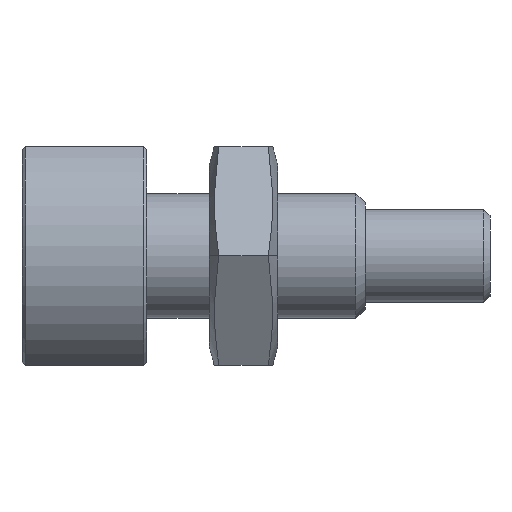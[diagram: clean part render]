
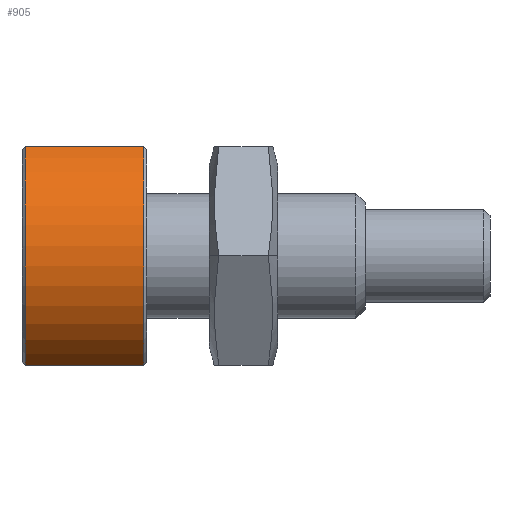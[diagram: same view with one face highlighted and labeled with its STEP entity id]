
A CAD part, top view. The second image highlights one B-rep face of the part: STEP entity #905.
In plain terms, the highlighted cylindrical face has radius 4 mm (diameter 8 mm), a partial arc.
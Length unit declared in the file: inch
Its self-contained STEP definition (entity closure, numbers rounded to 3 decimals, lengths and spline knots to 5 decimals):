
#85 = CYLINDRICAL_SURFACE ( 'NONE', #1499, 0.15748 ) ;
#96 = FACE_OUTER_BOUND ( 'NONE', #909, .T. ) ;
#202 = DIRECTION ( 'NONE',  ( 0., -1., 0. ) ) ;
#204 = CARTESIAN_POINT ( 'NONE',  ( 0.00394, -0.1378, 0.07624 ) ) ;
#207 = DIRECTION ( 'NONE',  ( 1., 0., 0. ) ) ;
#213 = CARTESIAN_POINT ( 'NONE',  ( 0.00394, 0., 0. ) ) ;
#237 = CIRCLE ( 'NONE', #1411, 0.15748 ) ;
#242 = CIRCLE ( 'NONE', #1243, 0.15748 ) ;
#261 = DIRECTION ( 'NONE',  ( 0., 1., 0. ) ) ;
#274 = DIRECTION ( 'NONE',  ( -1., 0., 0. ) ) ;
#277 = CARTESIAN_POINT ( 'NONE',  ( 0.15354, 0., 0. ) ) ;
#333 = DIRECTION ( 'NONE',  ( -1., 0., 0. ) ) ;
#342 = CARTESIAN_POINT ( 'NONE',  ( 0.00394, 0.1378, 0.07624 ) ) ;
#361 = LINE ( 'NONE', #369, #367 ) ;
#367 = VECTOR ( 'NONE', #333, 39.37008 ) ;
#369 = CARTESIAN_POINT ( 'NONE',  ( 0.59055, -0.1378, 0.07624 ) ) ;
#384 = VECTOR ( 'NONE', #567, 39.37008 ) ;
#393 = LINE ( 'NONE', #581, #384 ) ;
#567 = DIRECTION ( 'NONE',  ( -1., 0., 0. ) ) ;
#581 = CARTESIAN_POINT ( 'NONE',  ( 0.59055, 0.1378, 0.07624 ) ) ;
#584 = EDGE_CURVE ( 'NONE', #1318, #1403, #393, .T. ) ;
#663 = EDGE_CURVE ( 'NONE', #859, #1731, #361, .T. ) ;
#698 = EDGE_CURVE ( 'NONE', #859, #1318, #237, .T. ) ;
#722 = EDGE_CURVE ( 'NONE', #1403, #1731, #242, .T. ) ;
#837 = ORIENTED_EDGE ( 'NONE', *, *, #663, .F. ) ;
#840 = ORIENTED_EDGE ( 'NONE', *, *, #698, .T. ) ;
#859 = VERTEX_POINT ( 'NONE', #897 ) ;
#864 = ORIENTED_EDGE ( 'NONE', *, *, #584, .T. ) ;
#880 = ORIENTED_EDGE ( 'NONE', *, *, #722, .T. ) ;
#897 = CARTESIAN_POINT ( 'NONE',  ( 0.15354, -0.1378, 0.07624 ) ) ;
#905 = ADVANCED_FACE ( 'NONE', ( #96 ), #85, .T. ) ;
#909 = EDGE_LOOP ( 'NONE', ( #837, #840, #864, #880 ) ) ;
#1026 = DIRECTION ( 'NONE',  ( 1., 0., 0. ) ) ;
#1051 = CARTESIAN_POINT ( 'NONE',  ( 0.59055, 0., 0. ) ) ;
#1055 = DIRECTION ( 'NONE',  ( 0., -1., 0. ) ) ;
#1243 = AXIS2_PLACEMENT_3D ( 'NONE', #213, #207, #202 ) ;
#1318 = VERTEX_POINT ( 'NONE', #1594 ) ;
#1403 = VERTEX_POINT ( 'NONE', #342 ) ;
#1411 = AXIS2_PLACEMENT_3D ( 'NONE', #277, #274, #261 ) ;
#1499 = AXIS2_PLACEMENT_3D ( 'NONE', #1051, #1026, #1055 ) ;
#1594 = CARTESIAN_POINT ( 'NONE',  ( 0.15354, 0.1378, 0.07624 ) ) ;
#1731 = VERTEX_POINT ( 'NONE', #204 ) ;
